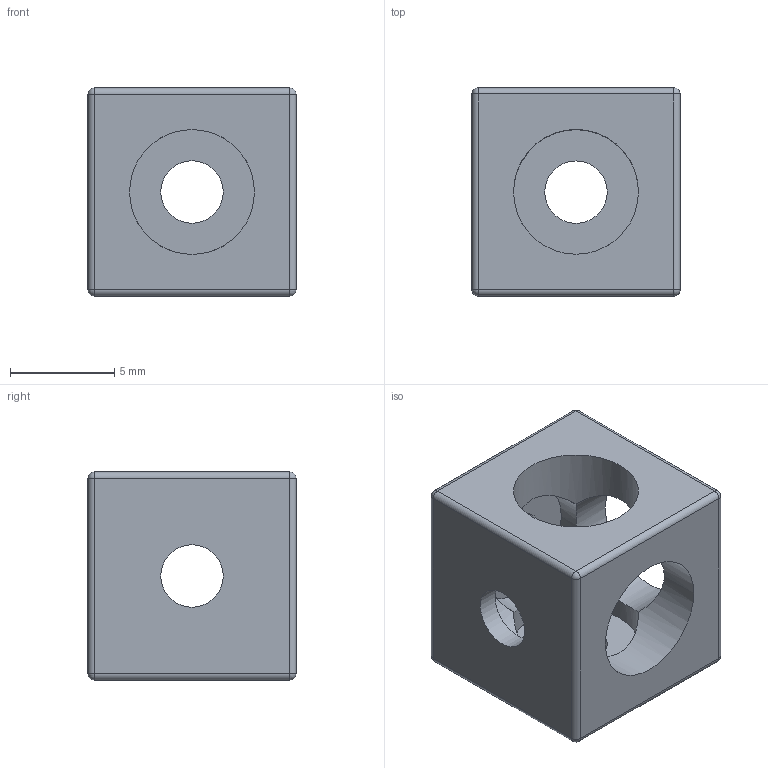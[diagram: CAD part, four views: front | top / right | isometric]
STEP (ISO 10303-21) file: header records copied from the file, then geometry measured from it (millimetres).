
FILE_DESCRIPTION(('FreeCAD Model'),'2;1');
FILE_NAME('makerbeam_cornercube.stp','2020-07-21T16:25:38',('Author'),(''), 'Open CASCADE STEP processor 7.3','FreeCAD','Unknown');
FILE_SCHEMA(('AUTOMOTIVE_DESIGN { 1 0 10303 214 1 1 1 1 }'));
Length unit declared in the file: millimetre
Products named in the file (1): makerbeam_cornercube
Bounding box: 10 x 10 x 10 mm (x, y, z)
Volume: 518.6 mm3; surface area: 773.8 mm2
Topology: 1 solids, 1 shells, 38 faces, 98 edges, 53 vertices
Faces by surface type: cylinder 21, plane 9, sphere 8
Full cylindrical faces by diameter (mm): 3 x3, 6 x6
Entity records: 2584 total; most frequent: CARTESIAN_POINT 722, DIRECTION 361, ORIENTED_EDGE 180, PCURVE 180, DEFINITIONAL_REPRESENTATION 180, LINE 159, VECTOR 159, AXIS2_PLACEMENT_3D 96
